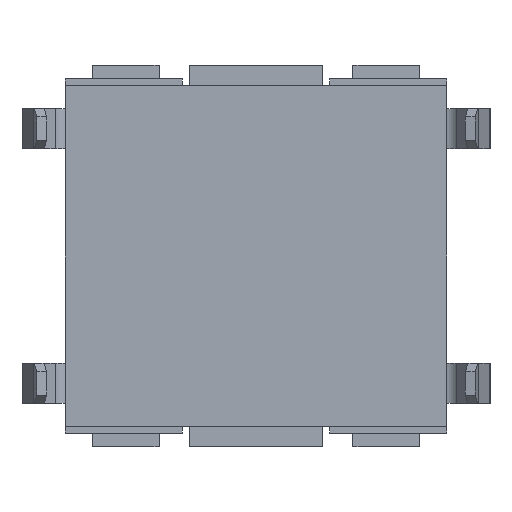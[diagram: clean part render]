
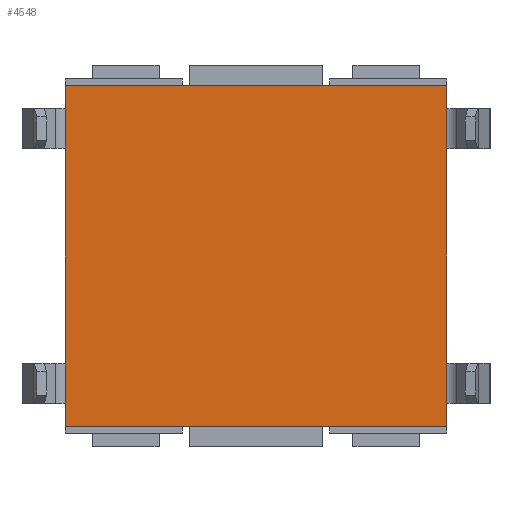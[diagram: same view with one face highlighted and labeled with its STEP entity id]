
A CAD part, front view. The second image highlights one B-rep face of the part: STEP entity #4548.
In plain terms, the highlighted planar face has unit normal (0, -1, 0).
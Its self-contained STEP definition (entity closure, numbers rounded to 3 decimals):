
#24 = VERTEX_POINT ( 'NONE', #876 ) ;
#86 = EDGE_CURVE ( 'NONE', #398, #108, #968, .T. ) ;
#102 = EDGE_CURVE ( 'NONE', #24, #108, #1004, .T. ) ;
#108 = VERTEX_POINT ( 'NONE', #992 ) ;
#120 = VERTEX_POINT ( 'NONE', #1041 ) ;
#398 = VERTEX_POINT ( 'NONE', #1517 ) ;
#400 = EDGE_CURVE ( 'NONE', #398, #120, #1516, .T. ) ;
#876 = CARTESIAN_POINT ( 'NONE',  ( 5.7, 0., 5.1 ) ) ;
#965 = DIRECTION ( 'NONE',  ( 1., 0., 0. ) ) ;
#966 = VECTOR ( 'NONE', #965, 1000. ) ;
#967 = CARTESIAN_POINT ( 'NONE',  ( -5.7, 0., -5.1 ) ) ;
#968 = LINE ( 'NONE', #967, #966 ) ;
#992 = CARTESIAN_POINT ( 'NONE',  ( 5.7, 0., -5.1 ) ) ;
#1001 = DIRECTION ( 'NONE',  ( 0., 0., -1. ) ) ;
#1002 = VECTOR ( 'NONE', #1001, 1000. ) ;
#1003 = CARTESIAN_POINT ( 'NONE',  ( 5.7, 0., 0. ) ) ;
#1004 = LINE ( 'NONE', #1003, #1002 ) ;
#1041 = CARTESIAN_POINT ( 'NONE',  ( -5.7, 0., 5.1 ) ) ;
#1513 = DIRECTION ( 'NONE',  ( 0., 0., 1. ) ) ;
#1514 = VECTOR ( 'NONE', #1513, 1000. ) ;
#1515 = CARTESIAN_POINT ( 'NONE',  ( -5.7, 0., 0. ) ) ;
#1516 = LINE ( 'NONE', #1515, #1514 ) ;
#1517 = CARTESIAN_POINT ( 'NONE',  ( -5.7, 0., -5.1 ) ) ;
#3383 = AXIS2_PLACEMENT_3D ( 'NONE', #3444, #3443, #3442 ) ;
#3384 = PLANE ( 'NONE',  #3383 ) ;
#3385 = FACE_OUTER_BOUND ( 'NONE', #4572, .T. ) ;
#3406 = DIRECTION ( 'NONE',  ( 1., 0., 0. ) ) ;
#3407 = VECTOR ( 'NONE', #3406, 1000. ) ;
#3408 = CARTESIAN_POINT ( 'NONE',  ( 5.7, 0., 5.1 ) ) ;
#3409 = LINE ( 'NONE', #3408, #3407 ) ;
#3442 = DIRECTION ( 'NONE',  ( 0., 0., -1. ) ) ;
#3443 = DIRECTION ( 'NONE',  ( 0., -1., 0. ) ) ;
#3444 = CARTESIAN_POINT ( 'NONE',  ( 5.7, 0., 5.1 ) ) ;
#4541 = EDGE_CURVE ( 'NONE', #120, #24, #3409, .T. ) ;
#4548 = ADVANCED_FACE ( 'NONE', ( #3385 ), #3384, .T. ) ;
#4549 = ORIENTED_EDGE ( 'NONE', *, *, #400, .F. ) ;
#4551 = ORIENTED_EDGE ( 'NONE', *, *, #102, .F. ) ;
#4557 = ORIENTED_EDGE ( 'NONE', *, *, #86, .T. ) ;
#4572 = EDGE_LOOP ( 'NONE', ( #4557, #4551, #4579, #4549 ) ) ;
#4579 = ORIENTED_EDGE ( 'NONE', *, *, #4541, .F. ) ;
